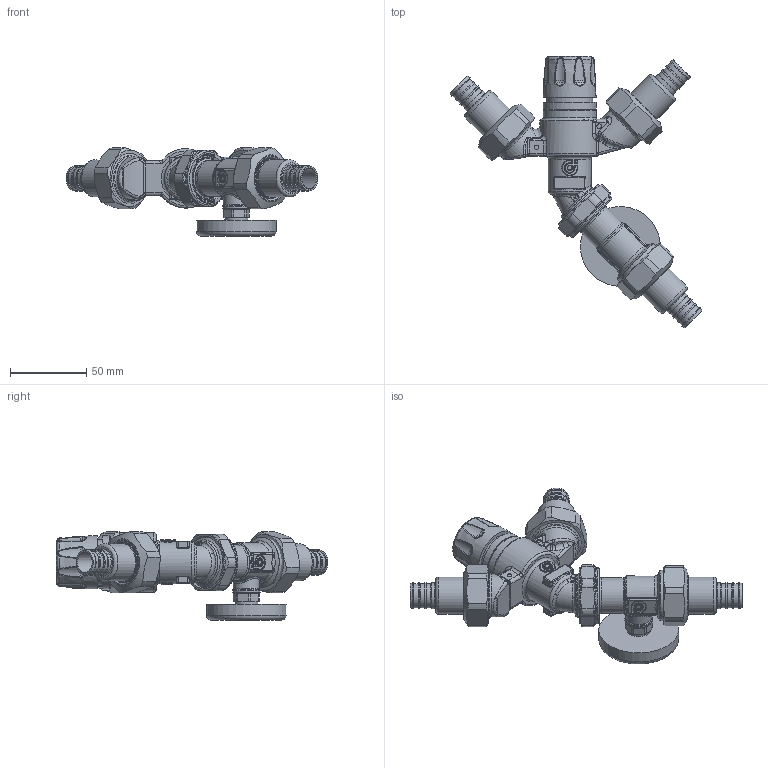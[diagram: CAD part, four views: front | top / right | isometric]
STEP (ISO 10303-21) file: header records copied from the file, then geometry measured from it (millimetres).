
FILE_DESCRIPTION(/* description */ (''),/* implementation_level */ '2;1');
FILE_NAME(/* name */ '520514A.stp',/* time_stamp */ '2025-07-09T09:16:31-05:00',/* author */ ('ischreiner'),/* organization */ (''),/* preprocessor_version */ 'ST-DEVELOPER v20',/* originating_system */ 'Autodesk Inventor 2024',/* authorisation */ '');
FILE_SCHEMA (('AUTOMOTIVE_DESIGN { 1 0 10303 214 3 1 1 }'));
Products named in the file (5): 520514A; New 520051A body; F0015061 PEX crimp 0.75 tailpiece for check; NA10358_Simplify_1; F61008 - 1 inch union nut
Assembly tree (8 placements, depth 2):
  520514A
    New 520051A body
    F0015061 PEX crimp 0.75 tailpiece for check  x3
    F61008 - 1 inch union nut  x3
    NA10358_Simplify_1
Bounding box: 165.22 x 178.33 x 57.97 mm (x, y, z)
Volume: 233080.3 mm3; surface area: 73888 mm2
Topology: 12 solids, 12 shells, 1552 faces, 3534 edges, 1943 vertices
Faces by surface type: cylinder 491, bspline 404, plane 267, torus 196, sphere 112, cone 82
Full cylindrical faces by diameter (mm): 3 x2, 9.017 x1, 11.176 x1, 11.227 x1, 12.954 x1, 13.462 x3, 13.6 x1, 15.24 x1, 15.875 x10, 16.942 x12, 17 x1, 18 x1, 20.091 x6, 20.574 x3, 20.6 x3, 22 x3, 23.5 x1, 24 x1, 24.384 x3, 26.416 x3, 26.924 x3, 27.7 x1, 28 x2, 29.6 x1, 29.972 x3, 30.302 x3, 30.5 x1, 33.1 x4, 34.5 x1, 37 x2
Entity records: 76321 total; most frequent: CARTESIAN_POINT 46596, ORIENTED_EDGE 6210, DIRECTION 5759, EDGE_CURVE 3105, AXIS2_PLACEMENT_3D 2471, VERTEX_POINT 1756, EDGE_LOOP 1465, FACE_OUTER_BOUND 1412
